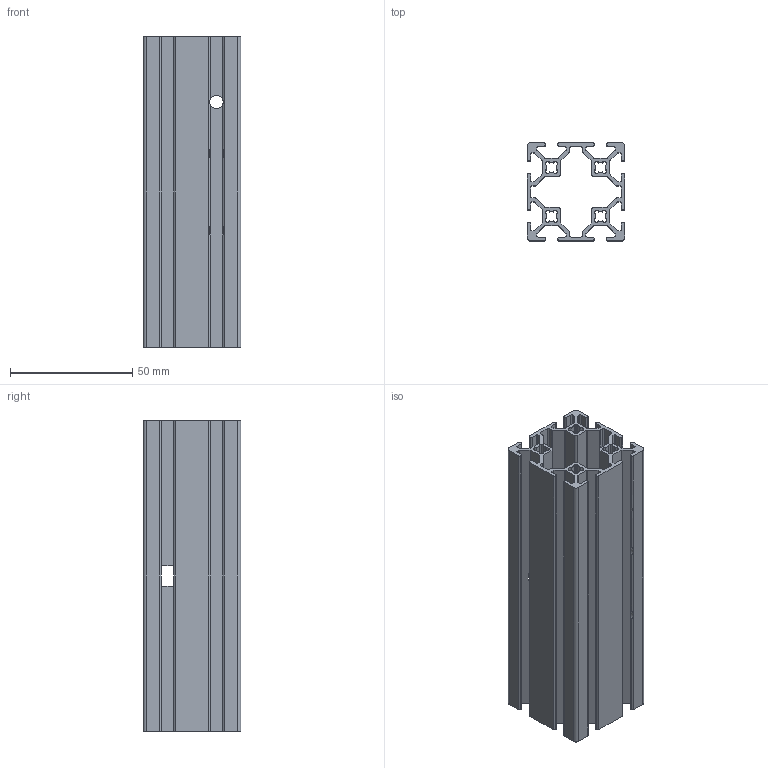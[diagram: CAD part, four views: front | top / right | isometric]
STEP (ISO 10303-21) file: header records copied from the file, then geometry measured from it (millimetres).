
FILE_DESCRIPTION (( 'STEP AP203' ), '1' );
FILE_NAME ('C006-328_01_sldprt.STEP', '2016-06-02T17:07:22', ( 'Shusen Zhang' ), ( 'MathWorks' ), 'SwSTEP 2.0', 'SolidWorks 2015', '' );
FILE_SCHEMA (( 'CONFIG_CONTROL_DESIGN' ));
Length unit declared in the file: inch
Products named in the file (1): C006-328_01_sldprt
Bounding box: 40 x 40 x 127 mm (x, y, z)
Volume: 51102.2 mm3; surface area: 65535.5 mm2
Topology: 1 solids, 1 shells, 554 faces, 1680 edges, 1116 vertices
Faces by surface type: cylinder 332, plane 182, cone 40
Entity records: 20485 total; most frequent: CARTESIAN_POINT 5607, ORIENTED_EDGE 3360, DIRECTION 2898, EDGE_CURVE 1680, VERTEX_POINT 1116, AXIS2_PLACEMENT_3D 1031, VECTOR 836, LINE 836
